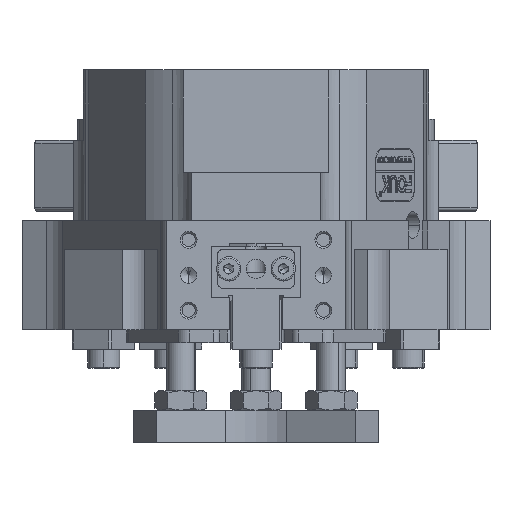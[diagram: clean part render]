
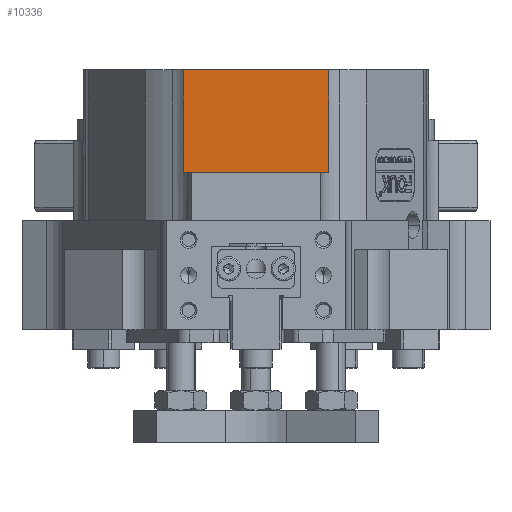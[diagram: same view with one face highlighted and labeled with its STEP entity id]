
A CAD part, left-side view. The second image highlights one B-rep face of the part: STEP entity #10336.
In plain terms, the highlighted planar face has unit normal (-1, 0, 0).
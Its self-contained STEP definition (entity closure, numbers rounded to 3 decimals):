
#1791 = DIRECTION ( 'NONE',  ( 0., 0., 1. ) ) ;
#4410 = LINE ( 'NONE', #41094, #21283 ) ;
#5849 = EDGE_CURVE ( 'NONE', #12851, #17478, #9023, .T. ) ;
#9023 = LINE ( 'NONE', #11693, #44929 ) ;
#9152 = DIRECTION ( 'NONE',  ( 0., 0., -1. ) ) ;
#9241 = EDGE_CURVE ( 'NONE', #21037, #33787, #27179, .T. ) ;
#9761 = DIRECTION ( 'NONE',  ( 0., -1., 0. ) ) ;
#10336 = ADVANCED_FACE ( 'NONE', ( #41847 ), #32514, .F. ) ;
#11655 = DIRECTION ( 'NONE',  ( 0., 1., 0. ) ) ;
#11693 = CARTESIAN_POINT ( 'NONE',  ( -35.327, 14.787, 116.475 ) ) ;
#12075 = CARTESIAN_POINT ( 'NONE',  ( -35.327, -7.858, 96.122 ) ) ;
#12851 = VERTEX_POINT ( 'NONE', #44359 ) ;
#17478 = VERTEX_POINT ( 'NONE', #25847 ) ;
#17716 = EDGE_CURVE ( 'NONE', #21037, #17478, #44105, .T. ) ;
#18465 = VECTOR ( 'NONE', #45013, 1000. ) ;
#21037 = VERTEX_POINT ( 'NONE', #12075 ) ;
#21283 = VECTOR ( 'NONE', #9761, 1000. ) ;
#25847 = CARTESIAN_POINT ( 'NONE',  ( -35.327, 14.787, 96.122 ) ) ;
#27179 = LINE ( 'NONE', #34629, #18465 ) ;
#29555 = CARTESIAN_POINT ( 'NONE',  ( -35.327, 22.312, 96.122 ) ) ;
#30362 = EDGE_LOOP ( 'NONE', ( #40558, #43344, #32797, #31155 ) ) ;
#31155 = ORIENTED_EDGE ( 'NONE', *, *, #5849, .F. ) ;
#31991 = CARTESIAN_POINT ( 'NONE',  ( -35.327, -7.858, 80.122 ) ) ;
#32514 = PLANE ( 'NONE',  #42427 ) ;
#32797 = ORIENTED_EDGE ( 'NONE', *, *, #17716, .T. ) ;
#33787 = VERTEX_POINT ( 'NONE', #31991 ) ;
#34629 = CARTESIAN_POINT ( 'NONE',  ( -35.327, -7.858, 116.475 ) ) ;
#36195 = CARTESIAN_POINT ( 'NONE',  ( -35.327, 22.312, 85.122 ) ) ;
#37017 = VECTOR ( 'NONE', #11655, 1000. ) ;
#40191 = DIRECTION ( 'NONE',  ( 1., 0., 0. ) ) ;
#40558 = ORIENTED_EDGE ( 'NONE', *, *, #43524, .T. ) ;
#41094 = CARTESIAN_POINT ( 'NONE',  ( -35.327, 17.322, 80.122 ) ) ;
#41847 = FACE_OUTER_BOUND ( 'NONE', #30362, .T. ) ;
#42427 = AXIS2_PLACEMENT_3D ( 'NONE', #36195, #40191, #9152 ) ;
#43344 = ORIENTED_EDGE ( 'NONE', *, *, #9241, .F. ) ;
#43524 = EDGE_CURVE ( 'NONE', #12851, #33787, #4410, .T. ) ;
#44105 = LINE ( 'NONE', #29555, #37017 ) ;
#44359 = CARTESIAN_POINT ( 'NONE',  ( -35.327, 14.787, 80.122 ) ) ;
#44929 = VECTOR ( 'NONE', #1791, 1000. ) ;
#45013 = DIRECTION ( 'NONE',  ( 0., 0., -1. ) ) ;
